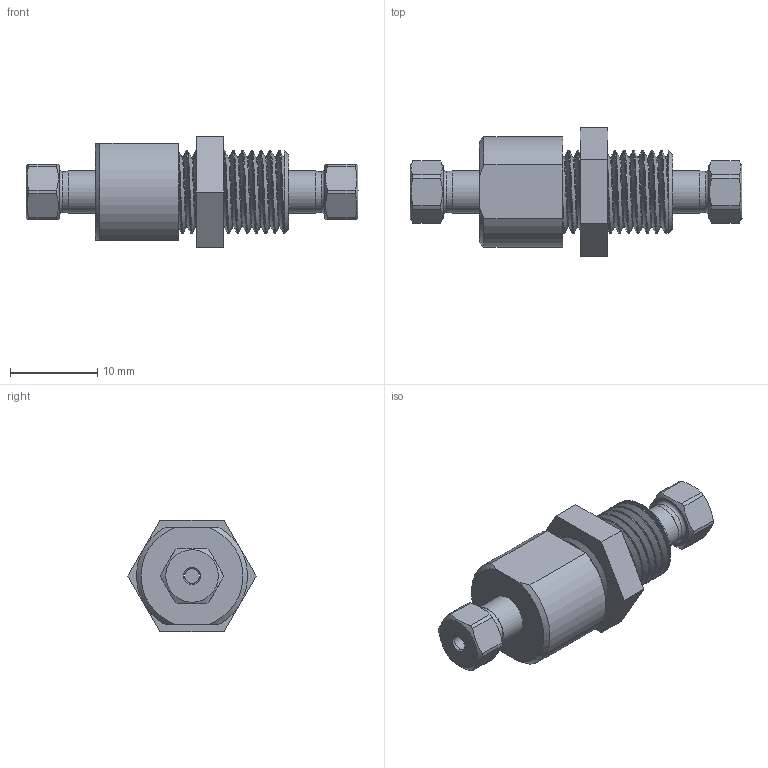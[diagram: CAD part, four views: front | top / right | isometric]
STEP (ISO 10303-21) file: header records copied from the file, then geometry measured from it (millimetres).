
FILE_DESCRIPTION((''),'2;1');
FILE_NAME('305252-ZBU1PK Bulkhead internal union.stp','2013-08-21T10:18:05',('Franzp'),(''),'Autodesk Inventor 2013','Autodesk Inventor 2013','');
FILE_SCHEMA(('AUTOMOTIVE_DESIGN { 1 0 10303 214 1 1 1 1 }'));
Length unit declared in the file: millimetre
Products named in the file (3): 3152a52; 315252; 313115
Assembly tree (2 placements, depth 2):
  3152a52
    315252
    313115
Bounding box: 37.98 x 14.66 x 12.7 mm (x, y, z)
Volume: 260.6 mm3; surface area: 2806.1 mm2
Topology: 1 solids, 8 shells, 75 faces, 191 edges, 125 vertices
Faces by surface type: plane 33, cylinder 23, cone 11, bspline 6, torus 2
Full cylindrical faces by diameter (mm): 1.75 x2, 4.699 x2, 4.826 x2, 7.956 x2, 8.382 x1
Entity records: 6773 total; most frequent: CARTESIAN_POINT 4984, DIRECTION 332, ORIENTED_EDGE 306, EDGE_CURVE 164, AXIS2_PLACEMENT_3D 141, VERTEX_POINT 118, EDGE_LOOP 106, FACE_OUTER_BOUND 75
